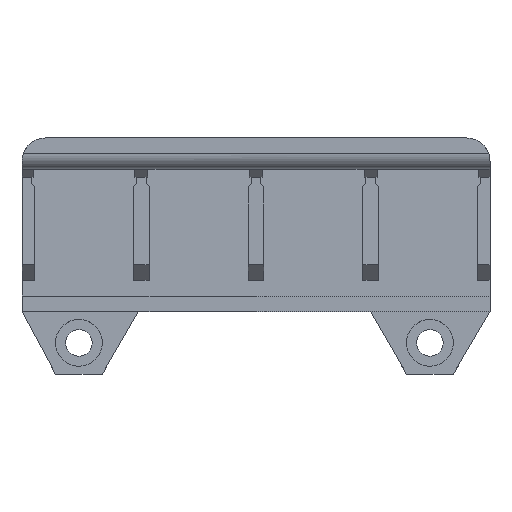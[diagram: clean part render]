
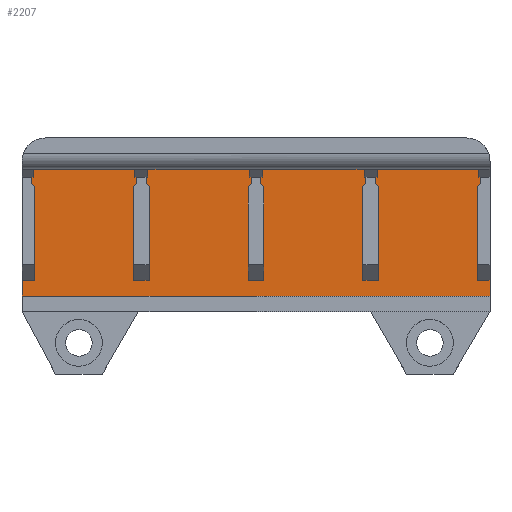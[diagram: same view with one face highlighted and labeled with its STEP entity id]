
A CAD part, top view. The second image highlights one B-rep face of the part: STEP entity #2207.
In plain terms, the highlighted planar face has unit normal (0, 0, 1).
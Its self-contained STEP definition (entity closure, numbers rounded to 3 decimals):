
#139=FACE_OUTER_BOUND('',#258,.T.);
#258=EDGE_LOOP('',(#1856,#1857,#1858,#1859,#1860,#1861,#1862,#1863,#1864,
#1865,#1866,#1867,#1868,#1869,#1870,#1871,#1872,#1873,#1874,#1875));
#308=LINE('',#2989,#602);
#320=LINE('',#3014,#614);
#332=LINE('',#3039,#626);
#344=LINE('',#3064,#638);
#366=LINE('',#3129,#660);
#382=LINE('',#3170,#676);
#404=LINE('',#3210,#698);
#422=LINE('',#3242,#716);
#488=LINE('',#3372,#782);
#498=LINE('',#3389,#792);
#510=LINE('',#3411,#804);
#520=LINE('',#3428,#814);
#538=LINE('',#3486,#832);
#539=LINE('',#3488,#833);
#540=LINE('',#3490,#834);
#541=LINE('',#3492,#835);
#543=LINE('',#3496,#837);
#544=LINE('',#3497,#838);
#545=LINE('',#3499,#839);
#546=LINE('',#3500,#840);
#602=VECTOR('',#2413,10.);
#614=VECTOR('',#2429,10.);
#626=VECTOR('',#2445,10.);
#638=VECTOR('',#2461,10.);
#660=VECTOR('',#2491,10.);
#676=VECTOR('',#2525,10.);
#698=VECTOR('',#2559,10.);
#716=VECTOR('',#2589,10.);
#782=VECTOR('',#2701,10.);
#792=VECTOR('',#2717,10.);
#804=VECTOR('',#2739,10.);
#814=VECTOR('',#2755,10.);
#832=VECTOR('',#2837,10.);
#833=VECTOR('',#2840,10.);
#834=VECTOR('',#2843,10.);
#835=VECTOR('',#2846,10.);
#837=VECTOR('',#2852,10.);
#838=VECTOR('',#2853,10.);
#839=VECTOR('',#2854,10.);
#840=VECTOR('',#2855,10.);
#895=VERTEX_POINT('',#2986);
#896=VERTEX_POINT('',#2988);
#906=VERTEX_POINT('',#3011);
#907=VERTEX_POINT('',#3013);
#917=VERTEX_POINT('',#3036);
#918=VERTEX_POINT('',#3038);
#928=VERTEX_POINT('',#3061);
#929=VERTEX_POINT('',#3063);
#953=VERTEX_POINT('',#3126);
#954=VERTEX_POINT('',#3128);
#969=VERTEX_POINT('',#3167);
#970=VERTEX_POINT('',#3169);
#982=VERTEX_POINT('',#3208);
#1030=VERTEX_POINT('',#3369);
#1031=VERTEX_POINT('',#3371);
#1035=VERTEX_POINT('',#3387);
#1039=VERTEX_POINT('',#3408);
#1040=VERTEX_POINT('',#3410);
#1044=VERTEX_POINT('',#3426);
#1053=VERTEX_POINT('',#3498);
#1094=EDGE_CURVE('',#896,#895,#308,.T.);
#1106=EDGE_CURVE('',#907,#906,#320,.T.);
#1118=EDGE_CURVE('',#918,#917,#332,.T.);
#1130=EDGE_CURVE('',#929,#928,#344,.T.);
#1156=EDGE_CURVE('',#954,#953,#366,.T.);
#1176=EDGE_CURVE('',#970,#969,#382,.T.);
#1198=EDGE_CURVE('',#906,#982,#404,.T.);
#1216=EDGE_CURVE('',#928,#954,#422,.T.);
#1282=EDGE_CURVE('',#1031,#1030,#488,.T.);
#1292=EDGE_CURVE('',#982,#1035,#498,.T.);
#1304=EDGE_CURVE('',#1040,#1039,#510,.T.);
#1314=EDGE_CURVE('',#969,#1044,#520,.T.);
#1340=EDGE_CURVE('',#1044,#896,#538,.T.);
#1341=EDGE_CURVE('',#1030,#907,#539,.T.);
#1342=EDGE_CURVE('',#1035,#918,#540,.T.);
#1343=EDGE_CURVE('',#1039,#929,#541,.T.);
#1345=EDGE_CURVE('',#895,#1031,#543,.T.);
#1346=EDGE_CURVE('',#917,#1040,#544,.T.);
#1347=EDGE_CURVE('',#953,#1053,#545,.T.);
#1348=EDGE_CURVE('',#1053,#970,#546,.T.);
#1856=ORIENTED_EDGE('',*,*,#1176,.T.);
#1857=ORIENTED_EDGE('',*,*,#1314,.T.);
#1858=ORIENTED_EDGE('',*,*,#1340,.T.);
#1859=ORIENTED_EDGE('',*,*,#1094,.T.);
#1860=ORIENTED_EDGE('',*,*,#1345,.T.);
#1861=ORIENTED_EDGE('',*,*,#1282,.T.);
#1862=ORIENTED_EDGE('',*,*,#1341,.T.);
#1863=ORIENTED_EDGE('',*,*,#1106,.T.);
#1864=ORIENTED_EDGE('',*,*,#1198,.T.);
#1865=ORIENTED_EDGE('',*,*,#1292,.T.);
#1866=ORIENTED_EDGE('',*,*,#1342,.T.);
#1867=ORIENTED_EDGE('',*,*,#1118,.T.);
#1868=ORIENTED_EDGE('',*,*,#1346,.T.);
#1869=ORIENTED_EDGE('',*,*,#1304,.T.);
#1870=ORIENTED_EDGE('',*,*,#1343,.T.);
#1871=ORIENTED_EDGE('',*,*,#1130,.T.);
#1872=ORIENTED_EDGE('',*,*,#1216,.T.);
#1873=ORIENTED_EDGE('',*,*,#1156,.T.);
#1874=ORIENTED_EDGE('',*,*,#1347,.T.);
#1875=ORIENTED_EDGE('',*,*,#1348,.T.);
#2091=PLANE('',#2352);
#2207=ADVANCED_FACE('',(#139),#2091,.T.);
#2352=AXIS2_PLACEMENT_3D('',#3495,#2850,#2851);
#2413=DIRECTION('',(0.,-1.,0.));
#2429=DIRECTION('',(0.,-1.,0.));
#2445=DIRECTION('',(0.,-1.,0.));
#2461=DIRECTION('',(0.,-1.,0.));
#2491=DIRECTION('',(0.,-1.,0.));
#2525=DIRECTION('',(-1.,0.,0.));
#2559=DIRECTION('',(-1.,0.,0.));
#2589=DIRECTION('',(-1.,0.,0.));
#2701=DIRECTION('',(0.,1.,0.));
#2717=DIRECTION('',(0.,1.,0.));
#2739=DIRECTION('',(0.,1.,0.));
#2755=DIRECTION('',(0.,1.,0.));
#2837=DIRECTION('',(-1.,0.,0.));
#2840=DIRECTION('',(-1.,0.,0.));
#2843=DIRECTION('',(-1.,0.,0.));
#2846=DIRECTION('',(-1.,0.,0.));
#2850=DIRECTION('center_axis',(0.,0.,1.));
#2851=DIRECTION('ref_axis',(1.,0.,0.));
#2852=DIRECTION('',(-1.,0.,0.));
#2853=DIRECTION('',(-1.,0.,0.));
#2854=DIRECTION('',(1.,0.,0.));
#2855=DIRECTION('',(0.,1.,0.));
#2986=CARTESIAN_POINT('',(15.3,4.,2.));
#2988=CARTESIAN_POINT('',(15.3,20.25,2.));
#2989=CARTESIAN_POINT('',(15.3,6.625,2.));
#3011=CARTESIAN_POINT('',(0.6,4.,2.));
#3013=CARTESIAN_POINT('',(0.6,20.25,2.));
#3014=CARTESIAN_POINT('',(0.6,6.625,2.));
#3036=CARTESIAN_POINT('',(-14.1,4.,2.));
#3038=CARTESIAN_POINT('',(-14.1,20.25,2.));
#3039=CARTESIAN_POINT('',(-14.1,6.625,2.));
#3061=CARTESIAN_POINT('',(-28.8,4.,2.));
#3063=CARTESIAN_POINT('',(-28.8,20.25,2.));
#3064=CARTESIAN_POINT('',(-28.8,6.625,2.));
#3126=CARTESIAN_POINT('',(-30.,2.,2.));
#3128=CARTESIAN_POINT('',(-30.,4.,2.));
#3129=CARTESIAN_POINT('',(-30.,19.25,2.));
#3167=CARTESIAN_POINT('',(28.8,4.,2.));
#3169=CARTESIAN_POINT('',(30.,4.,2.));
#3170=CARTESIAN_POINT('',(3.13,4.,2.));
#3208=CARTESIAN_POINT('',(-0.6,4.,2.));
#3210=CARTESIAN_POINT('',(-11.57,4.,2.));
#3242=CARTESIAN_POINT('',(-26.27,4.,2.));
#3369=CARTESIAN_POINT('',(14.1,20.25,2.));
#3371=CARTESIAN_POINT('',(14.1,4.,2.));
#3372=CARTESIAN_POINT('',(14.1,8.125,2.));
#3387=CARTESIAN_POINT('',(-0.6,20.25,2.));
#3389=CARTESIAN_POINT('',(-0.6,8.125,2.));
#3408=CARTESIAN_POINT('',(-15.3,20.25,2.));
#3410=CARTESIAN_POINT('',(-15.3,4.,2.));
#3411=CARTESIAN_POINT('',(-15.3,8.125,2.));
#3426=CARTESIAN_POINT('',(28.8,20.25,2.));
#3428=CARTESIAN_POINT('',(28.8,8.125,2.));
#3486=CARTESIAN_POINT('',(-26.185,20.25,2.));
#3488=CARTESIAN_POINT('',(-26.185,20.25,2.));
#3490=CARTESIAN_POINT('',(-26.185,20.25,2.));
#3492=CARTESIAN_POINT('',(-26.185,20.25,2.));
#3495=CARTESIAN_POINT('Origin',(-22.541,-4.,2.));
#3496=CARTESIAN_POINT('',(-4.22,4.,2.));
#3497=CARTESIAN_POINT('',(-18.92,4.,2.));
#3498=CARTESIAN_POINT('',(30.,2.,2.));
#3499=CARTESIAN_POINT('',(3.73,2.,2.));
#3500=CARTESIAN_POINT('',(30.,19.25,2.));
